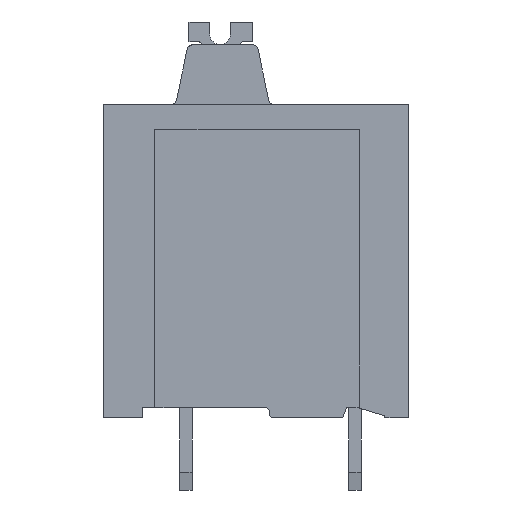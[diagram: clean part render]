
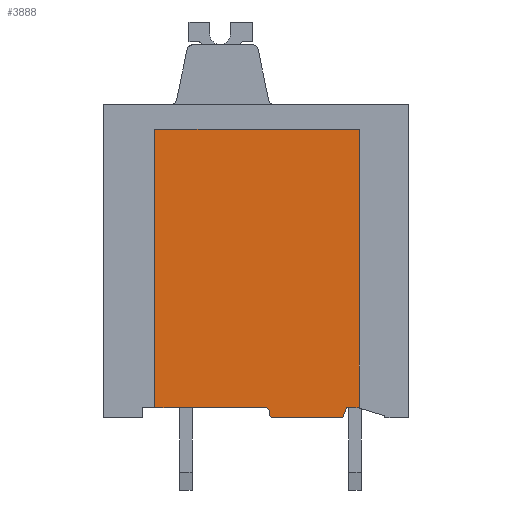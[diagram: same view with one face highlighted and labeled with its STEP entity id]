
A CAD part, left-side view. The second image highlights one B-rep face of the part: STEP entity #3888.
In plain terms, the highlighted planar face has unit normal (-1, 0, 0).
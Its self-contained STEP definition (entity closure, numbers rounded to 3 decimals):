
#774=AXIS2_PLACEMENT_3D('Circle Axis2P3D',#772,#773,$) ;
#817=AXIS2_PLACEMENT_3D('Circle Axis2P3D',#815,#816,$) ;
#3854=AXIS2_PLACEMENT_3D('Plane Axis2P3D',#3851,#3852,#3853) ;
#687=CARTESIAN_POINT('Vertex',(1.1,3.,4.)) ;
#694=CARTESIAN_POINT('Vertex',(1.1,2.5,4.)) ;
#697=CARTESIAN_POINT('Line Origine',(1.1,2.75,4.)) ;
#719=CARTESIAN_POINT('Vertex',(1.1,3.2,3.5)) ;
#722=CARTESIAN_POINT('Line Origine',(1.1,3.1,3.75)) ;
#744=CARTESIAN_POINT('Vertex',(1.1,6.55,3.5)) ;
#747=CARTESIAN_POINT('Line Origine',(1.1,4.875,3.5)) ;
#769=CARTESIAN_POINT('Vertex',(1.1,6.75,3.7)) ;
#772=CARTESIAN_POINT('Axis2P3D Location',(1.1,6.55,3.7)) ;
#794=CARTESIAN_POINT('Vertex',(1.1,6.75,3.8)) ;
#797=CARTESIAN_POINT('Line Origine',(1.1,6.75,3.75)) ;
#815=CARTESIAN_POINT('Axis2P3D Location',(1.1,6.95,3.8)) ;
#819=CARTESIAN_POINT('Vertex',(1.1,6.95,4.)) ;
#849=CARTESIAN_POINT('Line Origine',(1.1,9.625,4.)) ;
#853=CARTESIAN_POINT('Vertex',(1.1,12.3,4.)) ;
#3343=CARTESIAN_POINT('Vertex',(1.1,2.4,3.97)) ;
#3346=CARTESIAN_POINT('Line Origine',(1.1,2.45,3.985)) ;
#3851=CARTESIAN_POINT('Axis2P3D Location',(1.1,2.4,0.)) ;
#3856=CARTESIAN_POINT('Line Origine',(1.1,2.4,10.735)) ;
#3860=CARTESIAN_POINT('Vertex',(1.1,2.4,17.5)) ;
#3863=CARTESIAN_POINT('Line Origine',(1.1,7.35,17.5)) ;
#3867=CARTESIAN_POINT('Vertex',(1.1,12.3,17.5)) ;
#3870=CARTESIAN_POINT('Line Origine',(1.1,12.3,10.75)) ;
#698=DIRECTION('Vector Direction',(0.,1.,0.)) ;
#723=DIRECTION('Vector Direction',(0.,0.371,-0.928)) ;
#748=DIRECTION('Vector Direction',(0.,1.,0.)) ;
#773=DIRECTION('Axis2P3D Direction',(-1.,0.,0.)) ;
#798=DIRECTION('Vector Direction',(0.,0.,1.)) ;
#816=DIRECTION('Axis2P3D Direction',(-1.,0.,0.)) ;
#850=DIRECTION('Vector Direction',(0.,1.,0.)) ;
#3347=DIRECTION('Vector Direction',(0.,-0.959,-0.284)) ;
#3852=DIRECTION('Axis2P3D Direction',(1.,0.,0.)) ;
#3853=DIRECTION('Axis2P3D XDirection',(0.,1.,0.)) ;
#3857=DIRECTION('Vector Direction',(0.,0.,1.)) ;
#3864=DIRECTION('Vector Direction',(0.,1.,0.)) ;
#3871=DIRECTION('Vector Direction',(0.,0.,1.)) ;
#699=VECTOR('Line Direction',#698,1.) ;
#724=VECTOR('Line Direction',#723,1.) ;
#749=VECTOR('Line Direction',#748,1.) ;
#799=VECTOR('Line Direction',#798,1.) ;
#851=VECTOR('Line Direction',#850,1.) ;
#3348=VECTOR('Line Direction',#3347,1.) ;
#3858=VECTOR('Line Direction',#3857,1.) ;
#3865=VECTOR('Line Direction',#3864,1.) ;
#3872=VECTOR('Line Direction',#3871,1.) ;
#3876=ORIENTED_EDGE('',*,*,#855,.F.) ;
#3877=ORIENTED_EDGE('',*,*,#821,.T.) ;
#3878=ORIENTED_EDGE('',*,*,#801,.F.) ;
#3879=ORIENTED_EDGE('',*,*,#776,.F.) ;
#3880=ORIENTED_EDGE('',*,*,#751,.F.) ;
#3881=ORIENTED_EDGE('',*,*,#726,.F.) ;
#3882=ORIENTED_EDGE('',*,*,#701,.F.) ;
#3883=ORIENTED_EDGE('',*,*,#3350,.T.) ;
#3884=ORIENTED_EDGE('',*,*,#3862,.T.) ;
#3885=ORIENTED_EDGE('',*,*,#3869,.T.) ;
#3886=ORIENTED_EDGE('',*,*,#3874,.F.) ;
#3888=ADVANCED_FACE('_LMF 5.00/15/180  3.5SN OR BX 1330320000',(#3887),#3855,.F.) ;
#775=CIRCLE('generated circle',#774,0.2) ;
#818=CIRCLE('generated circle',#817,0.2) ;
#701=EDGE_CURVE('',#695,#688,#700,.T.) ;
#726=EDGE_CURVE('',#688,#720,#725,.T.) ;
#751=EDGE_CURVE('',#720,#745,#750,.T.) ;
#776=EDGE_CURVE('',#745,#770,#775,.F.) ;
#801=EDGE_CURVE('',#770,#795,#800,.T.) ;
#821=EDGE_CURVE('',#820,#795,#818,.F.) ;
#855=EDGE_CURVE('',#820,#854,#852,.T.) ;
#3350=EDGE_CURVE('',#695,#3344,#3349,.T.) ;
#3862=EDGE_CURVE('',#3344,#3861,#3859,.T.) ;
#3869=EDGE_CURVE('',#3861,#3868,#3866,.T.) ;
#3874=EDGE_CURVE('',#854,#3868,#3873,.T.) ;
#3875=EDGE_LOOP('',(#3876,#3877,#3878,#3879,#3880,#3881,#3882,#3883,#3884,#3885,#3886)) ;
#3887=FACE_OUTER_BOUND('',#3875,.T.) ;
#700=LINE('Line',#697,#699) ;
#725=LINE('Line',#722,#724) ;
#750=LINE('Line',#747,#749) ;
#800=LINE('Line',#797,#799) ;
#852=LINE('Line',#849,#851) ;
#3349=LINE('Line',#3346,#3348) ;
#3859=LINE('Line',#3856,#3858) ;
#3866=LINE('Line',#3863,#3865) ;
#3873=LINE('Line',#3870,#3872) ;
#3855=PLANE('',#3854) ;
#688=VERTEX_POINT('',#687) ;
#695=VERTEX_POINT('',#694) ;
#720=VERTEX_POINT('',#719) ;
#745=VERTEX_POINT('',#744) ;
#770=VERTEX_POINT('',#769) ;
#795=VERTEX_POINT('',#794) ;
#820=VERTEX_POINT('',#819) ;
#854=VERTEX_POINT('',#853) ;
#3344=VERTEX_POINT('',#3343) ;
#3861=VERTEX_POINT('',#3860) ;
#3868=VERTEX_POINT('',#3867) ;
